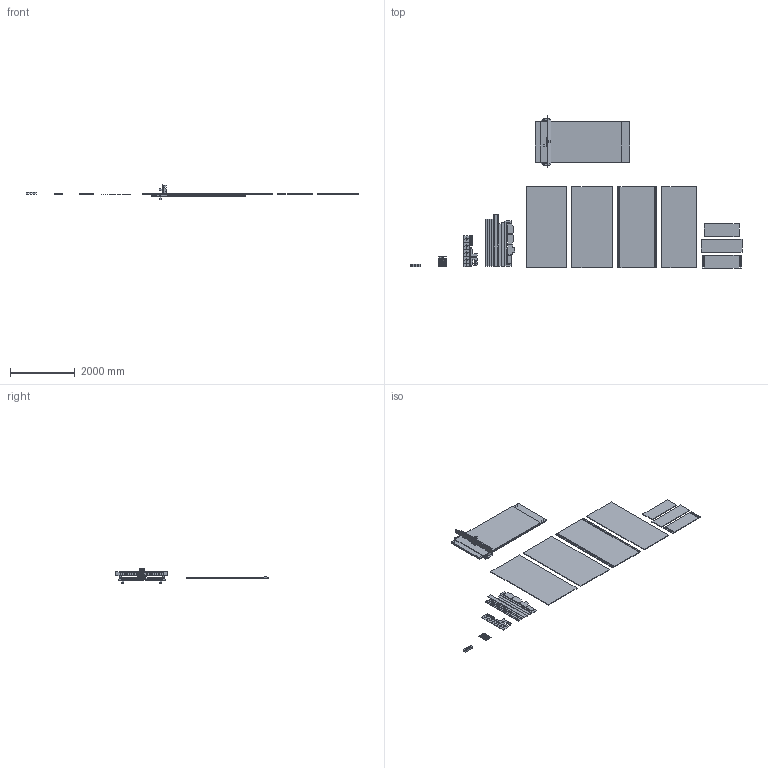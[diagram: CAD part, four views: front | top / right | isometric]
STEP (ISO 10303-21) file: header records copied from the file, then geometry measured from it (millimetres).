
FILE_DESCRIPTION(/* description */ (''),/* implementation_level */ '2;1');
FILE_NAME(/* name */ 'UPSIDE~1',/* time_stamp */ '2017-04-10T00:39:32+02:00',/* author */ (''),/* organization */ (''),/* preprocessor_version */ 'ST-DEVELOPER v15',/* originating_system */ '',/* authorisation */ '');
FILE_SCHEMA (('AUTOMOTIVE_DESIGN'));
Length unit declared in the file: millimetre
Products named in the file (1): Document
Bounding box: 10220.84 x 4682.39 x 473.59 mm (x, y, z)
Volume: 532647019.7 mm3; surface area: 61352713.5 mm2
Topology: 131 solids, 131 shells, 1430 faces, 3471 edges, 2303 vertices
Faces by surface type: plane 1214, bspline 216
Entity records: 42239 total; most frequent: CARTESIAN_POINT 18192, ORIENTED_EDGE 6936, EDGE_CURVE 3468, B_SPLINE_CURVE_WITH_KNOTS 2719, VERTEX_POINT 2300, EDGE_LOOP 1582, ADVANCED_FACE 1430, FACE_OUTER_BOUND 1430
